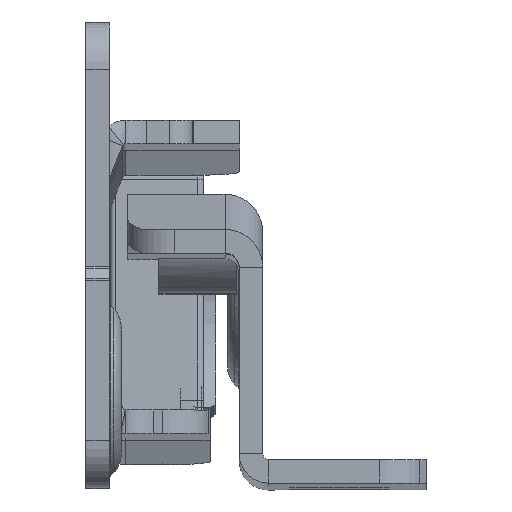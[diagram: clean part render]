
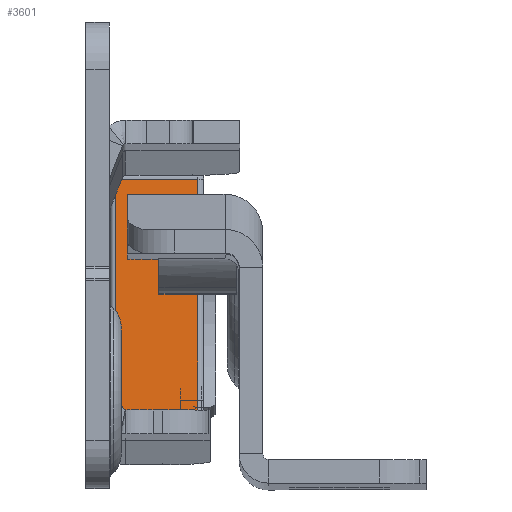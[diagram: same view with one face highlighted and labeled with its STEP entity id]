
A CAD part, top view. The second image highlights one B-rep face of the part: STEP entity #3601.
In plain terms, the highlighted face is planar.
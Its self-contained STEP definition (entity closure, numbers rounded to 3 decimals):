
#115 = DIRECTION ( 'NONE',  ( 0., 1., 0. ) ) ;
#300 = CARTESIAN_POINT ( 'NONE',  ( 0., -11., 7.5 ) ) ;
#510 = DIRECTION ( 'NONE',  ( 0., 0., -1. ) ) ;
#622 = VECTOR ( 'NONE', #510, 1000. ) ;
#1741 = CARTESIAN_POINT ( 'NONE',  ( 0., 11., 0.5 ) ) ;
#1759 = ORIENTED_EDGE ( 'NONE', *, *, #6792, .T. ) ;
#2972 = VERTEX_POINT ( 'NONE', #1741 ) ;
#3112 = DIRECTION ( 'NONE',  ( 0., -1., 0. ) ) ;
#3198 = DIRECTION ( 'NONE',  ( 0., 0., 1. ) ) ;
#3601 = ADVANCED_FACE ( 'NONE', ( #6897 ), #4040, .T. ) ;
#3857 = LINE ( 'NONE', #7674, #4263 ) ;
#3929 = LINE ( 'NONE', #12080, #622 ) ;
#4040 = PLANE ( 'NONE',  #5803 ) ;
#4050 = DIRECTION ( 'NONE',  ( 0., 0., -1. ) ) ;
#4263 = VECTOR ( 'NONE', #4050, 1000. ) ;
#4264 = ORIENTED_EDGE ( 'NONE', *, *, #10168, .T. ) ;
#4557 = VERTEX_POINT ( 'NONE', #10491 ) ;
#5240 = ORIENTED_EDGE ( 'NONE', *, *, #10178, .T. ) ;
#5803 = AXIS2_PLACEMENT_3D ( 'NONE', #11813, #9727, #3198 ) ;
#6310 = VECTOR ( 'NONE', #3112, 1000. ) ;
#6729 = CARTESIAN_POINT ( 'NONE',  ( 0., -11., 7.5 ) ) ;
#6792 = EDGE_CURVE ( 'NONE', #2972, #4557, #11726, .T. ) ;
#6897 = FACE_OUTER_BOUND ( 'NONE', #7023, .T. ) ;
#7023 = EDGE_LOOP ( 'NONE', ( #4264, #1759, #10955, #5240 ) ) ;
#7674 = CARTESIAN_POINT ( 'NONE',  ( 0., 11., 8. ) ) ;
#9529 = CARTESIAN_POINT ( 'NONE',  ( 0., -11., 0.5 ) ) ;
#9637 = VECTOR ( 'NONE', #115, 1000. ) ;
#9727 = DIRECTION ( 'NONE',  ( -1., 0., 0. ) ) ;
#10047 = CARTESIAN_POINT ( 'NONE',  ( 0., 11., 7.5 ) ) ;
#10168 = EDGE_CURVE ( 'NONE', #10968, #2972, #3857, .T. ) ;
#10178 = EDGE_CURVE ( 'NONE', #10764, #10968, #11505, .T. ) ;
#10420 = EDGE_CURVE ( 'NONE', #10764, #4557, #3929, .T. ) ;
#10491 = CARTESIAN_POINT ( 'NONE',  ( 0., -11., 0.5 ) ) ;
#10764 = VERTEX_POINT ( 'NONE', #300 ) ;
#10955 = ORIENTED_EDGE ( 'NONE', *, *, #10420, .F. ) ;
#10968 = VERTEX_POINT ( 'NONE', #10047 ) ;
#11505 = LINE ( 'NONE', #6729, #9637 ) ;
#11726 = LINE ( 'NONE', #9529, #6310 ) ;
#11813 = CARTESIAN_POINT ( 'NONE',  ( 0., -11., 8. ) ) ;
#12080 = CARTESIAN_POINT ( 'NONE',  ( 0., -11., 8. ) ) ;
